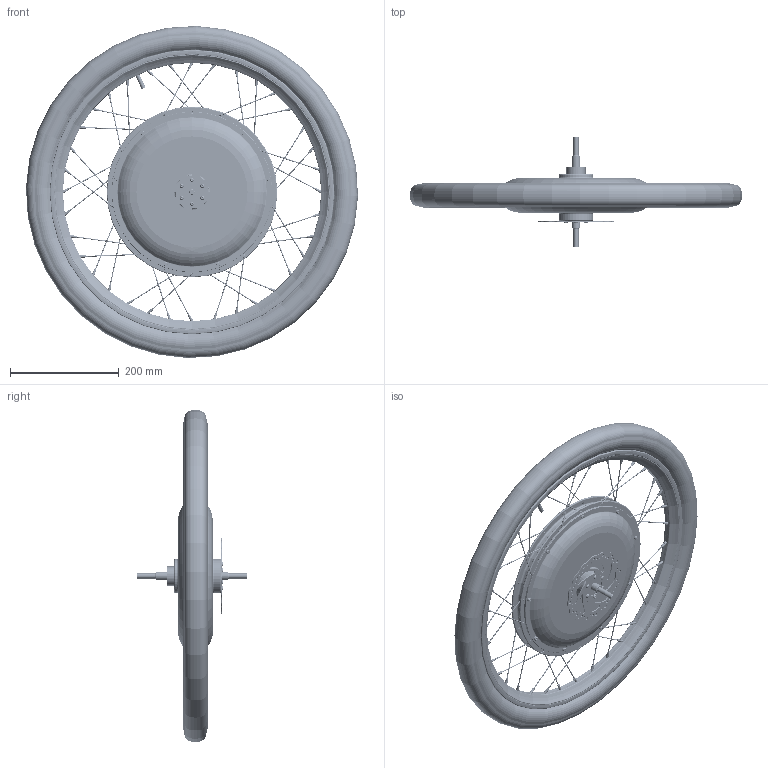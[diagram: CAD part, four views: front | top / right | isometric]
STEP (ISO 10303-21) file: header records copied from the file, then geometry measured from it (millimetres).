
FILE_DESCRIPTION( ( 'Unknown' ), '1' );
FILE_NAME( 'Hub_Motor_MagicPie2_ASM.stp', 'Unknown', ( 'Unknown' ), ( 'Unknown' ), 'PSStep 16.0.42', 'Unknown', ' ' );
FILE_SCHEMA( ( 'AUTOMOTIVE_DESIGN { 1 0 10303 214 1 1 1 1 }' ) );
Length unit declared in the file: millimetre
Products named in the file (14): Assem1; Hub_Motor_MagicPie2_Body; DIN912_M4x8; Hub_Motor_MagicPie2_Axle; Brake_Disc_140mm; ISO7380_M4x8; Spoke_2mm; Hub_Motor_MagicPie2_Flange; Rim_24inch_Sun_MTX33; Nipple_2x16; Tire_24x1.75; Veloplug_Yellow_8mm; Tube_24x1.75
Assembly tree (140 placements, depth 2):
  Assem1
    Hub_Motor_MagicPie2_Body
    Hub_Motor_MagicPie2_Body
    DIN912_M4x8  x18
    Hub_Motor_MagicPie2_Axle
    Brake_Disc_140mm
    ISO7380_M4x8  x6
    Spoke_2mm  x36
    Hub_Motor_MagicPie2_Flange
    Rim_24inch_Sun_MTX33
    Nipple_2x16  x36
    Tire_24x1.75
    Veloplug_Yellow_8mm  x36
    Tube_24x1.75
Bounding box: 609.21 x 203.5 x 609.21 mm (x, y, z)
Volume: 2460940.7 mm3; surface area: 1721334.9 mm2
Topology: 140 solids, 140 shells, 3464 faces, 8458 edges, 5206 vertices
Faces by surface type: plane 1222, cylinder 795, cone 461, bspline 454, torus 439, extrusion 93
Full cylindrical faces by diameter (mm): 1.713 x36, 2 x72, 2.2 x72, 2.5 x1, 3 x36, 3.242 x48, 4 x78, 4.263 x32, 4.3 x6, 4.5 x18, 4.8 x36, 5 x36, 5.619 x16, 6.5 x36, 6.996 x36, 7 x18, 7.7 x1, 8 x74, 9.525 x2, 15.5 x3, 34.925 x1, 35 x1, 53 x2, 62 x2, 273 x3, 287 x1, 295 x2, 313 x2, 474 x1, 515.2 x4
Entity records: 46284 total; most frequent: CARTESIAN_POINT 23085, DIRECTION 3518, ORIENTED_EDGE 2668, AXIS2_PLACEMENT_3D 1606, EDGE_LOOP 1599, EDGE_CURVE 1334, VERTEX_POINT 1134, FACE_OUTER_BOUND 1108
